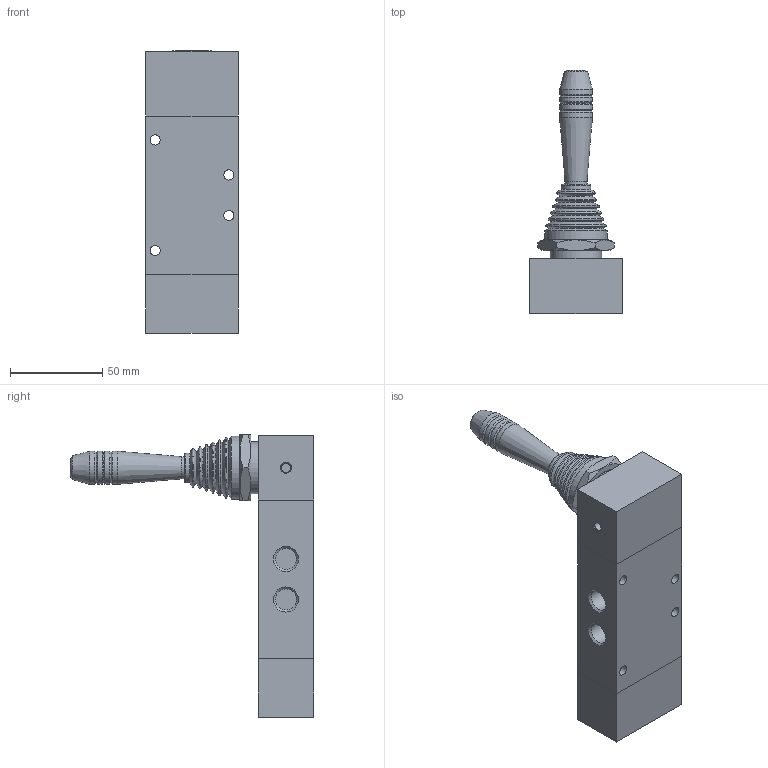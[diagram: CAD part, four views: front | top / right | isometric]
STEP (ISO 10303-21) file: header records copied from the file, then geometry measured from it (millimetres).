
FILE_DESCRIPTION((''),'2;1');
FILE_NAME('224_53_##_9_1-#.stp','2006-12-20T11:12:30',('rivolro1'),(''),'Autodesk Inventor 11','Autodesk Inventor 11','');
FILE_SCHEMA(('AUTOMOTIVE_DESIGN { 1 0 10303 214 1 1 1 1 }'));
Length unit declared in the file: millimetre
Products named in the file (3): 224_53_##_9_1-#; RS-214-13
Assembly tree (2 placements, depth 2):
  224_53_##_9_1-#
    224_53_##_9_1-#
    RS-214-13
Bounding box: 50 x 132 x 153.5 mm (x, y, z)
Volume: 257848.9 mm3; surface area: 42158.3 mm2
Topology: 2 solids, 2 shells, 99 faces, 199 edges, 119 vertices
Faces by surface type: plane 31, cone 27, bspline 18, cylinder 16, torus 7
Full cylindrical faces by diameter (mm): 4.917 x1, 5.5 x4, 11.98 x1, 16 x1, 18 x4, 28 x2, 29.5 x1, 32 x1, 34 x1
Entity records: 2455 total; most frequent: CARTESIAN_POINT 600, DIRECTION 374, ORIENTED_EDGE 268, EDGE_LOOP 186, AXIS2_PLACEMENT_3D 166, EDGE_CURVE 134, VERTEX_POINT 116, FACE_OUTER_BOUND 99
